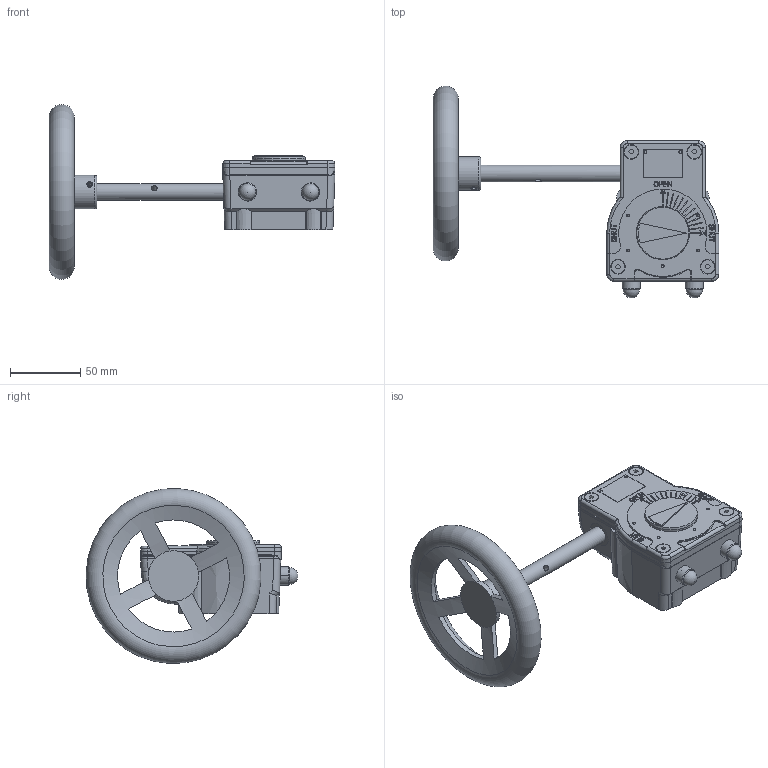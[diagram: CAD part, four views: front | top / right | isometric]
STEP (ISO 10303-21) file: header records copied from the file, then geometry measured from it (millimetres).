
FILE_DESCRIPTION(/* description */ (''),/* implementation_level */ '2;1');
FILE_NAME(/* name */ 'Handgetriebe 232-05 F04-F07 PS125.stp',/* time_stamp */ '2020-05-25T13:53:11+02:00',/* author */ ('zank'),/* organization */ (''),/* preprocessor_version */ 'ST-DEVELOPER v16.5',/* originating_system */ 'Autodesk Inventor 2017',/* authorisation */ '');
FILE_SCHEMA (('AUTOMOTIVE_DESIGN { 1 0 10303 214 3 1 1 }'));
Length unit declared in the file: millimetre
Products named in the file (1): Handgetriebe 232-05 F04-F07 PS125
Bounding box: 204 x 151.24 x 124.88 mm (x, y, z)
Volume: 299702 mm3; surface area: 119245.8 mm2
Topology: 2 solids, 13 shells, 1481 faces, 3801 edges, 2401 vertices
Faces by surface type: plane 756, cylinder 333, bspline 162, cone 125, torus 71, sphere 34
Full cylindrical faces by diameter (mm): 2.5 x2, 2.6 x2, 4 x2, 4.1 x2, 4.134 x4, 4.2 x4, 5 x6, 5.5 x4, 6.5 x4, 6.647 x4, 9.78 x4, 10 x1, 10.5 x4, 12 x5, 13 x2, 14 x2, 16 x1, 18 x2, 21 x1, 24 x1, 32.1 x2, 32.46 x2, 34 x2, 35 x2, 38 x1, 40 x1
Entity records: 57439 total; most frequent: CARTESIAN_POINT 21419, ORIENTED_EDGE 7118, DIRECTION 7044, EDGE_CURVE 3559, AXIS2_PLACEMENT_3D 2520, VERTEX_POINT 2317, LINE 2004, VECTOR 2004
